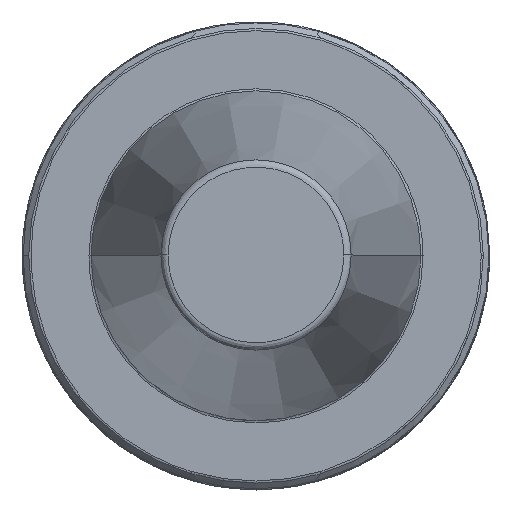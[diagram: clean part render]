
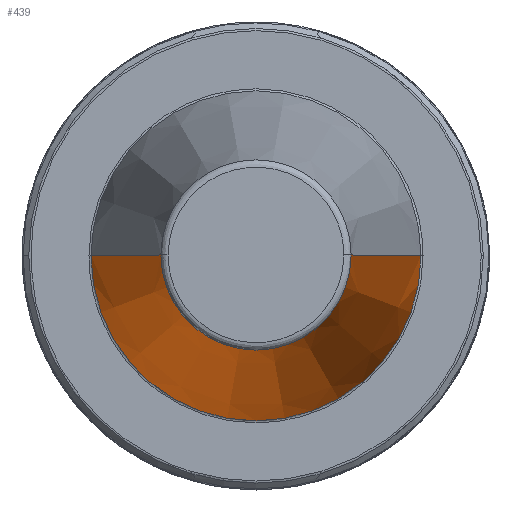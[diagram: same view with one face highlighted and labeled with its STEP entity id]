
A CAD part, top view. The second image highlights one B-rep face of the part: STEP entity #439.
In plain terms, the highlighted conical face has half-angle 8.297 degrees and reference radius 12.812 mm.
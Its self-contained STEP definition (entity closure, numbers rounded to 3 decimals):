
#231 = DIRECTION ( 'NONE',  ( -0.144, 0., -0.99 ) ) ;
#246 = EDGE_CURVE ( 'NONE', #2419, #838, #1057, .T. ) ;
#331 = ORIENTED_EDGE ( 'NONE', *, *, #1978, .F. ) ;
#439 = ADVANCED_FACE ( 'NONE', ( #807 ), #759, .T. ) ;
#484 = CARTESIAN_POINT ( 'NONE',  ( 12.812, 0., 64.544 ) ) ;
#526 = ORIENTED_EDGE ( 'NONE', *, *, #2040, .F. ) ;
#546 = CARTESIAN_POINT ( 'NONE',  ( 22.225, 0., 0. ) ) ;
#557 = DIRECTION ( 'NONE',  ( -1., 0., 0. ) ) ;
#581 = CARTESIAN_POINT ( 'NONE',  ( 0., 0., 64.544 ) ) ;
#586 = DIRECTION ( 'NONE',  ( 0., 0., 1. ) ) ;
#759 = CONICAL_SURFACE ( 'NONE', #2992, 12.812, 0.145 ) ;
#807 = FACE_OUTER_BOUND ( 'NONE', #3378, .T. ) ;
#838 = VERTEX_POINT ( 'NONE', #2950 ) ;
#1057 = LINE ( 'NONE', #2150, #1772 ) ;
#1250 = DIRECTION ( 'NONE',  ( 0., 0., 1. ) ) ;
#1278 = CARTESIAN_POINT ( 'NONE',  ( 0., 0., 0. ) ) ;
#1309 = DIRECTION ( 'NONE',  ( 1., 0., 0. ) ) ;
#1310 = DIRECTION ( 'NONE',  ( 0., 0., -1. ) ) ;
#1451 = VECTOR ( 'NONE', #2520, 1000. ) ;
#1500 = LINE ( 'NONE', #3400, #1451 ) ;
#1518 = CARTESIAN_POINT ( 'NONE',  ( -12.812, 0., 64.544 ) ) ;
#1761 = CARTESIAN_POINT ( 'NONE',  ( 0., 0., 64.544 ) ) ;
#1765 = DIRECTION ( 'NONE',  ( -1., 0., 0. ) ) ;
#1772 = VECTOR ( 'NONE', #231, 1000. ) ;
#1978 = EDGE_CURVE ( 'NONE', #2926, #3380, #1500, .T. ) ;
#2040 = EDGE_CURVE ( 'NONE', #2419, #2926, #2939, .T. ) ;
#2060 = EDGE_CURVE ( 'NONE', #838, #3380, #2663, .T. ) ;
#2150 = CARTESIAN_POINT ( 'NONE',  ( -12.812, 0., 64.544 ) ) ;
#2308 = AXIS2_PLACEMENT_3D ( 'NONE', #581, #586, #557 ) ;
#2313 = ORIENTED_EDGE ( 'NONE', *, *, #2060, .T. ) ;
#2419 = VERTEX_POINT ( 'NONE', #1518 ) ;
#2520 = DIRECTION ( 'NONE',  ( 0.144, 0., -0.99 ) ) ;
#2663 = CIRCLE ( 'NONE', #3017, 22.225 ) ;
#2926 = VERTEX_POINT ( 'NONE', #484 ) ;
#2939 = CIRCLE ( 'NONE', #2308, 12.812 ) ;
#2950 = CARTESIAN_POINT ( 'NONE',  ( -22.225, 0., 0. ) ) ;
#2992 = AXIS2_PLACEMENT_3D ( 'NONE', #1761, #1310, #1765 ) ;
#3017 = AXIS2_PLACEMENT_3D ( 'NONE', #1278, #1250, #1309 ) ;
#3122 = ORIENTED_EDGE ( 'NONE', *, *, #246, .T. ) ;
#3378 = EDGE_LOOP ( 'NONE', ( #331, #526, #3122, #2313 ) ) ;
#3380 = VERTEX_POINT ( 'NONE', #546 ) ;
#3400 = CARTESIAN_POINT ( 'NONE',  ( 12.812, 0., 64.544 ) ) ;
